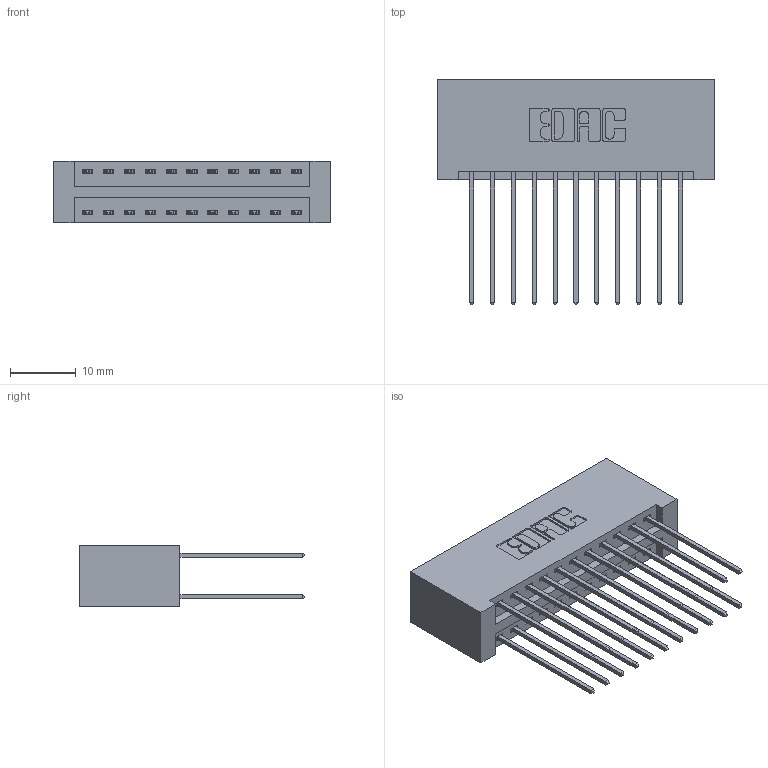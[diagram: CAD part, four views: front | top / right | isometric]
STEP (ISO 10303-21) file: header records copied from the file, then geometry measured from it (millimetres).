
FILE_DESCRIPTION (( 'STEP AP203' ), '1' );
FILE_NAME ('346-022-541-201.STEP', '2022-05-18T21:26:11', ( '' ), ( '' ), 'SwSTEP 2.0', 'SolidWorks 2020', '' );
FILE_SCHEMA (( 'CONFIG_CONTROL_DESIGN' ));
Length unit declared in the file: inch
Products named in the file (3): 345-292-001_345-293-141; 346-022-541-201; 346 Part_No Mounting Lugs
Assembly tree (23 placements, depth 2):
  346-022-541-201
    346 Part_No Mounting Lugs
    345-292-001_345-293-141  x22
Bounding box: 42.16 x 34.29 x 9.4 mm (x, y, z)
Volume: 4570.2 mm3; surface area: 6563.4 mm2
Topology: 23 solids, 23 shells, 1258 faces, 3715 edges, 2446 vertices
Faces by surface type: plane 842, cylinder 416
Entity records: 11093 total; most frequent: CARTESIAN_POINT 1868, ORIENTED_EDGE 1802, DIRECTION 1693, EDGE_CURVE 901, LINE 733, VECTOR 733, VERTEX_POINT 598, AXIS2_PLACEMENT_3D 480
